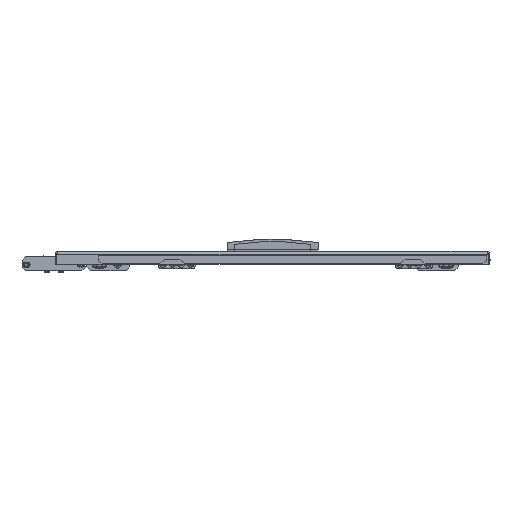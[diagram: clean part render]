
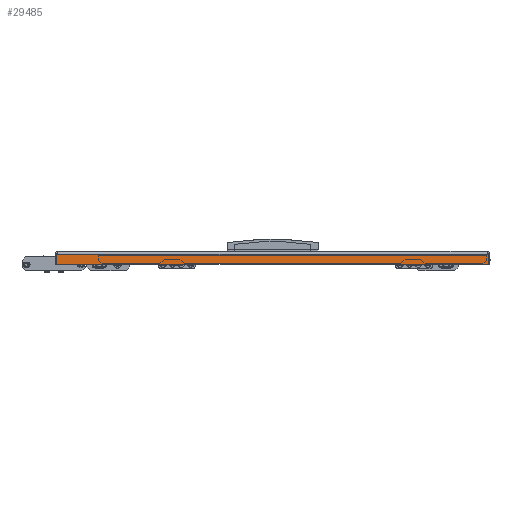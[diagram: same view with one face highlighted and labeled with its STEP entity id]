
A CAD part, left-side view. The second image highlights one B-rep face of the part: STEP entity #29485.
In plain terms, the highlighted planar face has unit normal (-1, 0, 0).
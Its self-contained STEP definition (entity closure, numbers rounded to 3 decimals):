
#465 = LINE ( 'NONE', #4180, #27205 ) ;
#769 = CARTESIAN_POINT ( 'NONE',  ( -397.5, -295.929, -2. ) ) ;
#4180 = CARTESIAN_POINT ( 'NONE',  ( -397.5, 295.929, -2. ) ) ;
#5461 = LINE ( 'NONE', #12470, #25805 ) ;
#6208 = EDGE_LOOP ( 'NONE', ( #25378, #26635, #21148, #21559 ) ) ;
#8901 = LINE ( 'NONE', #769, #32226 ) ;
#10579 = CARTESIAN_POINT ( 'NONE',  ( -397.5, 295.929, -16. ) ) ;
#10957 = VECTOR ( 'NONE', #26527, 1000. ) ;
#11229 = DIRECTION ( 'NONE',  ( 0., 0., -1. ) ) ;
#11466 = EDGE_CURVE ( 'NONE', #26090, #15473, #8901, .T. ) ;
#12470 = CARTESIAN_POINT ( 'NONE',  ( -397.5, 298., -16. ) ) ;
#12810 = EDGE_CURVE ( 'NONE', #13919, #26090, #32991, .T. ) ;
#13919 = VERTEX_POINT ( 'NONE', #17901 ) ;
#15473 = VERTEX_POINT ( 'NONE', #31896 ) ;
#15630 = FACE_OUTER_BOUND ( 'NONE', #6208, .T. ) ;
#17787 = DIRECTION ( 'NONE',  ( 0., -1., 0. ) ) ;
#17901 = CARTESIAN_POINT ( 'NONE',  ( -397.5, 295.929, -2. ) ) ;
#17974 = VERTEX_POINT ( 'NONE', #10579 ) ;
#18074 = EDGE_CURVE ( 'NONE', #13919, #17974, #465, .T. ) ;
#18209 = CARTESIAN_POINT ( 'NONE',  ( -397.5, -298., -2. ) ) ;
#20811 = EDGE_CURVE ( 'NONE', #17974, #15473, #5461, .T. ) ;
#21148 = ORIENTED_EDGE ( 'NONE', *, *, #12810, .F. ) ;
#21559 = ORIENTED_EDGE ( 'NONE', *, *, #18074, .T. ) ;
#22719 = CARTESIAN_POINT ( 'NONE',  ( -397.5, -295.929, -2. ) ) ;
#22735 = CARTESIAN_POINT ( 'NONE',  ( -397.5, 298., 0. ) ) ;
#22962 = DIRECTION ( 'NONE',  ( 1., 0., 0. ) ) ;
#25378 = ORIENTED_EDGE ( 'NONE', *, *, #20811, .T. ) ;
#25805 = VECTOR ( 'NONE', #17787, 1000. ) ;
#25874 = DIRECTION ( 'NONE',  ( 0., 0., -1. ) ) ;
#26090 = VERTEX_POINT ( 'NONE', #22719 ) ;
#26527 = DIRECTION ( 'NONE',  ( 0., -1., 0. ) ) ;
#26635 = ORIENTED_EDGE ( 'NONE', *, *, #11466, .F. ) ;
#27205 = VECTOR ( 'NONE', #25874, 1000. ) ;
#28201 = AXIS2_PLACEMENT_3D ( 'NONE', #22735, #22962, #31106 ) ;
#29485 = ADVANCED_FACE ( 'NONE', ( #15630 ), #30757, .F. ) ;
#30757 = PLANE ( 'NONE',  #28201 ) ;
#31106 = DIRECTION ( 'NONE',  ( 0., 0., -1. ) ) ;
#31896 = CARTESIAN_POINT ( 'NONE',  ( -397.5, -295.929, -16. ) ) ;
#32226 = VECTOR ( 'NONE', #11229, 1000. ) ;
#32991 = LINE ( 'NONE', #18209, #10957 ) ;
